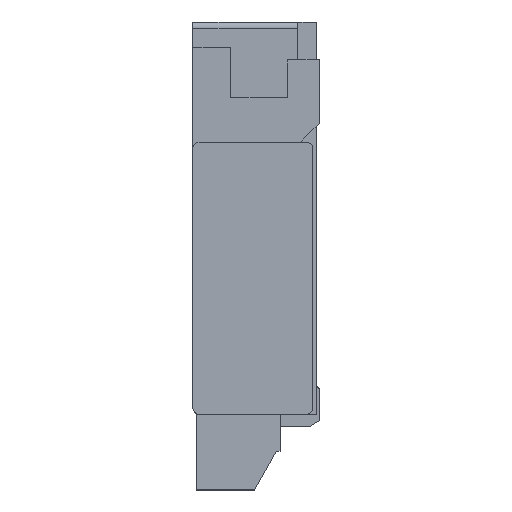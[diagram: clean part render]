
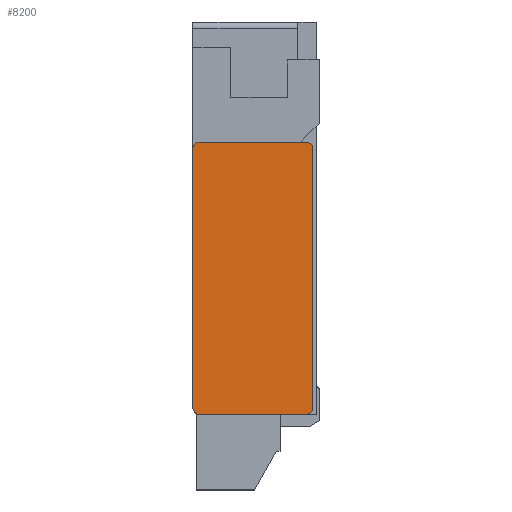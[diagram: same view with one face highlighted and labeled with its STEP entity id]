
A CAD part, left-side view. The second image highlights one B-rep face of the part: STEP entity #8200.
In plain terms, the highlighted planar face has unit normal (-1, 0, 0).
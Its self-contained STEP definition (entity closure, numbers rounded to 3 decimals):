
#468 = AXIS2_PLACEMENT_3D ( 'NONE', #2319, #2332, #2333 ) ;
#471 = AXIS2_PLACEMENT_3D ( 'NONE', #2368, #2369, #2370 ) ;
#472 = AXIS2_PLACEMENT_3D ( 'NONE', #2355, #2357, #2358 ) ;
#474 = AXIS2_PLACEMENT_3D ( 'NONE', #2374, #2378, #2379 ) ;
#1407 = CARTESIAN_POINT ( 'NONE',  ( -3., 0.05, 0.85 ) ) ;
#1408 = CARTESIAN_POINT ( 'NONE',  ( -3., 0.05, -1.2 ) ) ;
#1413 = CARTESIAN_POINT ( 'NONE',  ( -3., 0.1, 0.9 ) ) ;
#1414 = CARTESIAN_POINT ( 'NONE',  ( -3., 0.95, 0.9 ) ) ;
#1440 = CARTESIAN_POINT ( 'NONE',  ( -3., 0.95, -1.25 ) ) ;
#1441 = CARTESIAN_POINT ( 'NONE',  ( -3., 0.1, -1.25 ) ) ;
#1469 = CARTESIAN_POINT ( 'NONE',  ( -3., 1., -1.2 ) ) ;
#1492 = CARTESIAN_POINT ( 'NONE',  ( -3., 1., 0.85 ) ) ;
#2092 = CARTESIAN_POINT ( 'NONE',  ( -3., 1., -1.2 ) ) ;
#2093 = DIRECTION ( 'NONE',  ( 0., 0., -1. ) ) ;
#2182 = CARTESIAN_POINT ( 'NONE',  ( -3., 0.1, -1.25 ) ) ;
#2220 = DIRECTION ( 'NONE',  ( 0., -1., 0. ) ) ;
#2319 = CARTESIAN_POINT ( 'NONE',  ( -3., 0.95, -1.2 ) ) ;
#2332 = DIRECTION ( 'NONE',  ( -1., 0., 0. ) ) ;
#2333 = DIRECTION ( 'NONE',  ( 0., 0., 1. ) ) ;
#2344 = CARTESIAN_POINT ( 'NONE',  ( -3., 0.95, 0.9 ) ) ;
#2345 = DIRECTION ( 'NONE',  ( 0., 1., 0. ) ) ;
#2355 = CARTESIAN_POINT ( 'NONE',  ( -3., 0.95, 0.85 ) ) ;
#2357 = DIRECTION ( 'NONE',  ( -1., 0., 0. ) ) ;
#2358 = DIRECTION ( 'NONE',  ( 0., 0., 1. ) ) ;
#2359 = CARTESIAN_POINT ( 'NONE',  ( -3., 0.05, 0.85 ) ) ;
#2360 = DIRECTION ( 'NONE',  ( 0., 0., 1. ) ) ;
#2368 = CARTESIAN_POINT ( 'NONE',  ( -3., 0.1, 0.85 ) ) ;
#2369 = DIRECTION ( 'NONE',  ( -1., 0., 0. ) ) ;
#2370 = DIRECTION ( 'NONE',  ( 0., 0., 1. ) ) ;
#2374 = CARTESIAN_POINT ( 'NONE',  ( -3., 0.1, -1.2 ) ) ;
#2378 = DIRECTION ( 'NONE',  ( -1., 0., 0. ) ) ;
#2379 = DIRECTION ( 'NONE',  ( 0., 0., 1. ) ) ;
#2884 = PLANE ( 'NONE',  #3051 ) ;
#2887 = CARTESIAN_POINT ( 'NONE',  ( -3., 1., -1.25 ) ) ;
#2908 = DIRECTION ( 'NONE',  ( 1., 0., 0. ) ) ;
#2909 = DIRECTION ( 'NONE',  ( 0., 0., -1. ) ) ;
#3051 = AXIS2_PLACEMENT_3D ( 'NONE', #2887, #2908, #2909 ) ;
#4178 = EDGE_LOOP ( 'NONE', ( #4392, #4393, #4394, #4395, #4396, #4397, #4398, #4399 ) ) ;
#4392 = ORIENTED_EDGE ( 'NONE', *, *, #8033, .T. ) ;
#4393 = ORIENTED_EDGE ( 'NONE', *, *, #8022, .T. ) ;
#4394 = ORIENTED_EDGE ( 'NONE', *, *, #8028, .T. ) ;
#4395 = ORIENTED_EDGE ( 'NONE', *, *, #7907, .T. ) ;
#4396 = ORIENTED_EDGE ( 'NONE', *, *, #8017, .T. ) ;
#4397 = ORIENTED_EDGE ( 'NONE', *, *, #7967, .T. ) ;
#4398 = ORIENTED_EDGE ( 'NONE', *, *, #8037, .T. ) ;
#4399 = ORIENTED_EDGE ( 'NONE', *, *, #8029, .T. ) ;
#6126 = LINE ( 'NONE', #2092, #6127 ) ;
#6127 = VECTOR ( 'NONE', #2093, 1000. ) ;
#6212 = LINE ( 'NONE', #2182, #6240 ) ;
#6240 = VECTOR ( 'NONE', #2220, 1000. ) ;
#6328 = VECTOR ( 'NONE', #2360, 1000. ) ;
#6329 = CIRCLE ( 'NONE', #468, 0.05 ) ;
#6336 = LINE ( 'NONE', #2344, #6337 ) ;
#6337 = VECTOR ( 'NONE', #2345, 1000. ) ;
#6344 = LINE ( 'NONE', #2359, #6328 ) ;
#6349 = CIRCLE ( 'NONE', #472, 0.05 ) ;
#6356 = CIRCLE ( 'NONE', #471, 0.05 ) ;
#6363 = CIRCLE ( 'NONE', #474, 0.05 ) ;
#6603 = FACE_OUTER_BOUND ( 'NONE', #4178, .T. ) ;
#7393 = VERTEX_POINT ( 'NONE', #1407 ) ;
#7394 = VERTEX_POINT ( 'NONE', #1408 ) ;
#7399 = VERTEX_POINT ( 'NONE', #1413 ) ;
#7400 = VERTEX_POINT ( 'NONE', #1414 ) ;
#7426 = VERTEX_POINT ( 'NONE', #1440 ) ;
#7427 = VERTEX_POINT ( 'NONE', #1441 ) ;
#7455 = VERTEX_POINT ( 'NONE', #1469 ) ;
#7478 = VERTEX_POINT ( 'NONE', #1492 ) ;
#7907 = EDGE_CURVE ( 'NONE', #7478, #7455, #6126, .T. ) ;
#7967 = EDGE_CURVE ( 'NONE', #7426, #7427, #6212, .T. ) ;
#8017 = EDGE_CURVE ( 'NONE', #7455, #7426, #6329, .T. ) ;
#8022 = EDGE_CURVE ( 'NONE', #7399, #7400, #6336, .T. ) ;
#8028 = EDGE_CURVE ( 'NONE', #7400, #7478, #6349, .T. ) ;
#8029 = EDGE_CURVE ( 'NONE', #7394, #7393, #6344, .T. ) ;
#8033 = EDGE_CURVE ( 'NONE', #7393, #7399, #6356, .T. ) ;
#8037 = EDGE_CURVE ( 'NONE', #7427, #7394, #6363, .T. ) ;
#8200 = ADVANCED_FACE ( 'NONE', ( #6603 ), #2884, .F. ) ;
